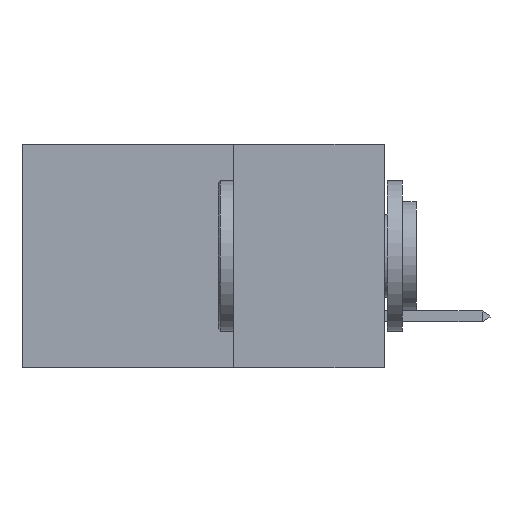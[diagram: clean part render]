
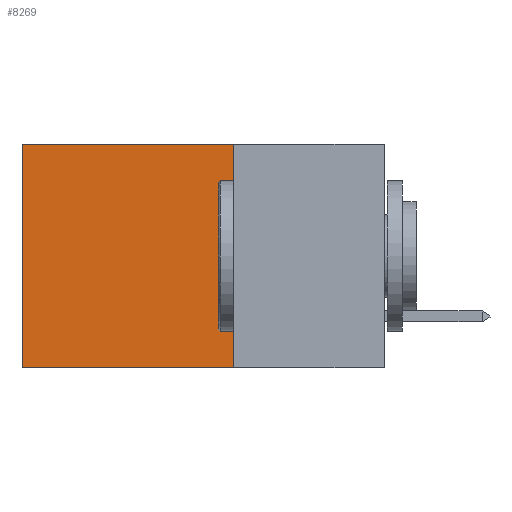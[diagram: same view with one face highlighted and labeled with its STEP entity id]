
A CAD part, left-side view. The second image highlights one B-rep face of the part: STEP entity #8269.
In plain terms, the highlighted planar face has unit normal (-1, 0, 0).
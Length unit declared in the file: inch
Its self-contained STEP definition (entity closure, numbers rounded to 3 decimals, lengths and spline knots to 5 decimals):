
#219 = AXIS2_PLACEMENT_3D ( 'NONE', #230, #2073, #8407 ) ;
#230 = CARTESIAN_POINT ( 'NONE',  ( 0.2875, 0.25, 0. ) ) ;
#304 = EDGE_CURVE ( 'NONE', #1745, #4279, #9282, .T. ) ;
#578 = VECTOR ( 'NONE', #9129, 39.37008 ) ;
#621 = DIRECTION ( 'NONE',  ( 0., 1., 0. ) ) ;
#646 = VERTEX_POINT ( 'NONE', #1824 ) ;
#657 = DIRECTION ( 'NONE',  ( 0., 0., -1. ) ) ;
#878 = LINE ( 'NONE', #9930, #578 ) ;
#1006 = CARTESIAN_POINT ( 'NONE',  ( 0.2875, 0.25, 0. ) ) ;
#1123 = CARTESIAN_POINT ( 'NONE',  ( 0.2875, 0.25, 0. ) ) ;
#1745 = VERTEX_POINT ( 'NONE', #1123 ) ;
#1824 = CARTESIAN_POINT ( 'NONE',  ( 0.2875, 0.6, 0. ) ) ;
#2073 = DIRECTION ( 'NONE',  ( 1., 0., 0. ) ) ;
#2346 = LINE ( 'NONE', #2519, #9228 ) ;
#2519 = CARTESIAN_POINT ( 'NONE',  ( 0.2875, 0.25, -0.37 ) ) ;
#2683 = VECTOR ( 'NONE', #9001, 39.37008 ) ;
#2863 = CARTESIAN_POINT ( 'NONE',  ( 0.2875, 0.6, -0.37 ) ) ;
#3992 = VERTEX_POINT ( 'NONE', #2863 ) ;
#4279 = VERTEX_POINT ( 'NONE', #10655 ) ;
#6790 = EDGE_CURVE ( 'NONE', #646, #3992, #7507, .T. ) ;
#6900 = EDGE_LOOP ( 'NONE', ( #10277, #10298, #10326, #10359 ) ) ;
#7507 = LINE ( 'NONE', #8124, #2683 ) ;
#7520 = PLANE ( 'NONE',  #219 ) ;
#8124 = CARTESIAN_POINT ( 'NONE',  ( 0.2875, 0.6, 0. ) ) ;
#8269 = ADVANCED_FACE ( 'NONE', ( #10588 ), #7520, .F. ) ;
#8407 = DIRECTION ( 'NONE',  ( 0., 0., -1. ) ) ;
#8535 = EDGE_CURVE ( 'NONE', #4279, #3992, #2346, .T. ) ;
#9001 = DIRECTION ( 'NONE',  ( 0., 0., -1. ) ) ;
#9017 = VECTOR ( 'NONE', #657, 39.37008 ) ;
#9129 = DIRECTION ( 'NONE',  ( 0., 1., 0. ) ) ;
#9228 = VECTOR ( 'NONE', #621, 39.37008 ) ;
#9282 = LINE ( 'NONE', #1006, #9017 ) ;
#9930 = CARTESIAN_POINT ( 'NONE',  ( 0.2875, 0.25, 0. ) ) ;
#10277 = ORIENTED_EDGE ( 'NONE', *, *, #6790, .T. ) ;
#10298 = ORIENTED_EDGE ( 'NONE', *, *, #8535, .F. ) ;
#10326 = ORIENTED_EDGE ( 'NONE', *, *, #304, .F. ) ;
#10359 = ORIENTED_EDGE ( 'NONE', *, *, #10385, .T. ) ;
#10385 = EDGE_CURVE ( 'NONE', #1745, #646, #878, .T. ) ;
#10588 = FACE_OUTER_BOUND ( 'NONE', #6900, .T. ) ;
#10655 = CARTESIAN_POINT ( 'NONE',  ( 0.2875, 0.25, -0.37 ) ) ;
